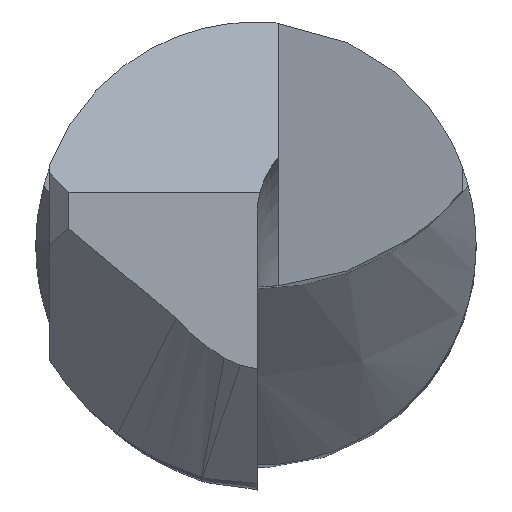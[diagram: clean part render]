
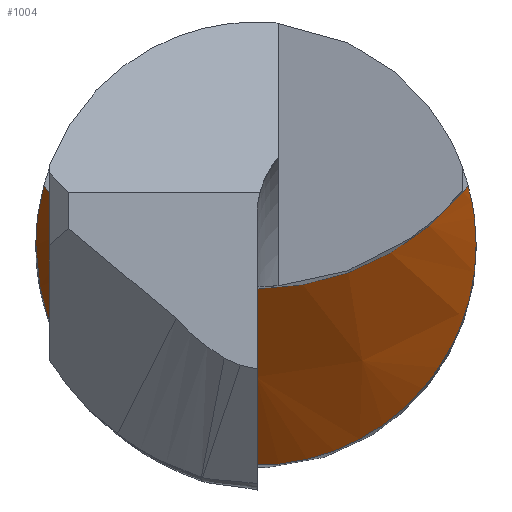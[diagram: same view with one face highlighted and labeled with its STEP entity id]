
A CAD part, top view. The second image highlights one B-rep face of the part: STEP entity #1004.
In plain terms, the highlighted conical face has half-angle 45 degrees and reference radius 9.05 mm.
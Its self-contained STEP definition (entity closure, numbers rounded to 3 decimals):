
#10 = CARTESIAN_POINT ( 'NONE',  ( 1.927, 0.537, -15. ) ) ;
#21 = VERTEX_POINT ( 'NONE', #600 ) ;
#58 = CARTESIAN_POINT ( 'NONE',  ( -1.292, -1.533, -16.357 ) ) ;
#70 = CARTESIAN_POINT ( 'NONE',  ( -1.776, -0.928, -16.016 ) ) ;
#75 = CARTESIAN_POINT ( 'NONE',  ( 1.96, -0.469, -15.735 ) ) ;
#76 = CARTESIAN_POINT ( 'NONE',  ( 2., 0., -15.414 ) ) ;
#92 = CARTESIAN_POINT ( 'NONE',  ( 1.775, -0.931, -16.018 ) ) ;
#121 = VERTEX_POINT ( 'NONE', #954 ) ;
#122 = CARTESIAN_POINT ( 'NONE',  ( 0., 2.05, -15. ) ) ;
#136 = EDGE_CURVE ( 'NONE', #574, #919, #1059, .T. ) ;
#175 = CARTESIAN_POINT ( 'NONE',  ( -1.072, -1.694, -16.442 ) ) ;
#185 = CARTESIAN_POINT ( 'NONE',  ( 1.564, -1.254, -16.203 ) ) ;
#204 = DIRECTION ( 'NONE',  ( 0., 0., 1. ) ) ;
#206 = CARTESIAN_POINT ( 'NONE',  ( 2., 0., -15.414 ) ) ;
#207 = CARTESIAN_POINT ( 'NONE',  ( 1.927, 0.537, -15. ) ) ;
#210 = EDGE_LOOP ( 'NONE', ( #1276, #1378, #589, #353, #1277, #542 ) ) ;
#265 = CARTESIAN_POINT ( 'NONE',  ( -2., 0., -15.414 ) ) ;
#281 = CARTESIAN_POINT ( 'NONE',  ( -1.567, -1.249, -16.201 ) ) ;
#285 = CARTESIAN_POINT ( 'NONE',  ( -0.703, -1.878, -16.538 ) ) ;
#288 = CARTESIAN_POINT ( 'NONE',  ( 0.279, -1.986, -16.593 ) ) ;
#292 = CARTESIAN_POINT ( 'NONE',  ( 2., 0., -15.414 ) ) ;
#296 = B_SPLINE_CURVE_WITH_KNOTS ( 'NONE', 3,
 ( #582, #913, #688, #265 ),
 .UNSPECIFIED., .F., .F.,
 ( 4, 4 ),
 ( 0., 0.001 ),
 .UNSPECIFIED. ) ;
#302 = CARTESIAN_POINT ( 'NONE',  ( 0., 2.05, -15. ) ) ;
#353 = ORIENTED_EDGE ( 'NONE', *, *, #885, .T. ) ;
#360 = CARTESIAN_POINT ( 'NONE',  ( -1.927, 0.537, -15. ) ) ;
#363 = VERTEX_POINT ( 'NONE', #292 ) ;
#391 = CARTESIAN_POINT ( 'NONE',  ( 1.072, -1.711, -16.452 ) ) ;
#417 = CARTESIAN_POINT ( 'NONE',  ( 2., -0.233, -15.581 ) ) ;
#449 = EDGE_CURVE ( 'NONE', #21, #363, #1089, .T. ) ;
#525 = CARTESIAN_POINT ( 'NONE',  ( 2., 0.186, -15.281 ) ) ;
#531 = CARTESIAN_POINT ( 'NONE',  ( 1.829, -0.818, -15.95 ) ) ;
#542 = ORIENTED_EDGE ( 'NONE', *, *, #942, .F. ) ;
#574 = VERTEX_POINT ( 'NONE', #1082 ) ;
#582 = CARTESIAN_POINT ( 'NONE',  ( -1.927, 0.537, -15. ) ) ;
#589 = ORIENTED_EDGE ( 'NONE', *, *, #449, .T. ) ;
#598 = AXIS2_PLACEMENT_3D ( 'NONE', #122, #777, #879 ) ;
#600 = CARTESIAN_POINT ( 'NONE',  ( -2., 0., -15.414 ) ) ;
#606 = CARTESIAN_POINT ( 'NONE',  ( 0.137, -2., -16.6 ) ) ;
#613 = CARTESIAN_POINT ( 'NONE',  ( -0.291, -1.984, -16.592 ) ) ;
#625 = CARTESIAN_POINT ( 'NONE',  ( 1.974, 0.365, -15.144 ) ) ;
#688 = CARTESIAN_POINT ( 'NONE',  ( -2., 0.185, -15.282 ) ) ;
#698 = FACE_OUTER_BOUND ( 'NONE', #210, .T. ) ;
#707 = CARTESIAN_POINT ( 'NONE',  ( -1.831, -0.814, -15.948 ) ) ;
#714 = CARTESIAN_POINT ( 'NONE',  ( -1.392, -1.442, -16.307 ) ) ;
#745 = AXIS2_PLACEMENT_3D ( 'NONE', #966, #1207, #769 ) ;
#769 = DIRECTION ( 'NONE',  ( -1., 0., 0. ) ) ;
#777 = DIRECTION ( 'NONE',  ( 0., 0., 1. ) ) ;
#831 = CARTESIAN_POINT ( 'NONE',  ( -0.15, -1.999, -16.6 ) ) ;
#844 = EDGE_CURVE ( 'NONE', #1302, #121, #951, .T. ) ;
#879 = DIRECTION ( 'NONE',  ( 1., 0., 0. ) ) ;
#885 = EDGE_CURVE ( 'NONE', #363, #919, #1061, .T. ) ;
#913 = CARTESIAN_POINT ( 'NONE',  ( -1.975, 0.364, -15.144 ) ) ;
#919 = VERTEX_POINT ( 'NONE', #10 ) ;
#923 = CARTESIAN_POINT ( 'NONE',  ( -1.644, -1.146, -16.142 ) ) ;
#925 = CARTESIAN_POINT ( 'NONE',  ( -0.954, -1.763, -16.478 ) ) ;
#942 = EDGE_CURVE ( 'NONE', #121, #574, #1314, .T. ) ;
#951 = CIRCLE ( 'NONE', #1212, 2.45 ) ;
#954 = CARTESIAN_POINT ( 'NONE',  ( -1.877, 0.475, -15. ) ) ;
#966 = CARTESIAN_POINT ( 'NONE',  ( 0., 2.05, -21.6 ) ) ;
#992 = CONICAL_SURFACE ( 'NONE', #745, 9.05, 0.785 ) ;
#1004 = ADVANCED_FACE ( 'NONE', ( #698 ), #992, .T. ) ;
#1045 = CARTESIAN_POINT ( 'NONE',  ( 0.555, -1.927, -16.563 ) ) ;
#1053 = DIRECTION ( 'NONE',  ( 1., 0., 0. ) ) ;
#1059 = CIRCLE ( 'NONE', #1268, 2.45 ) ;
#1061 = B_SPLINE_CURVE_WITH_KNOTS ( 'NONE', 3,
 ( #76, #525, #625, #207 ),
 .UNSPECIFIED., .F., .F.,
 ( 4, 4 ),
 ( 0.007, 0.008 ),
 .UNSPECIFIED. ) ;
#1082 = CARTESIAN_POINT ( 'NONE',  ( 1.877, 0.475, -15. ) ) ;
#1089 = B_SPLINE_CURVE_WITH_KNOTS ( 'NONE', 3,
 ( #1360, #1138, #1250, #707, #70, #923, #281, #714, #58, #175, #925, #285, #1262, #613, #831, #606, #288, #1045, #1367, #391, #1372, #185, #1380, #92, #531, #75, #417, #206 ),
 .UNSPECIFIED., .F., .F.,
 ( 4, 2, 2, 2, 2, 2, 2, 2, 2, 2, 2, 2, 2, 4 ),
 ( 0.001, 0.002, 0.002, 0.002, 0.003, 0.003, 0.004, 0.004, 0.004, 0.005, 0.006, 0.006, 0.007, 0.007 ),
 .UNSPECIFIED. ) ;
#1138 = CARTESIAN_POINT ( 'NONE',  ( -2., -0.23, -15.578 ) ) ;
#1172 = EDGE_CURVE ( 'NONE', #1302, #21, #296, .T. ) ;
#1207 = DIRECTION ( 'NONE',  ( 0., 0., -1. ) ) ;
#1212 = AXIS2_PLACEMENT_3D ( 'NONE', #302, #1299, #1279 ) ;
#1250 = CARTESIAN_POINT ( 'NONE',  ( -1.959, -0.47, -15.736 ) ) ;
#1262 = CARTESIAN_POINT ( 'NONE',  ( -0.567, -1.923, -16.561 ) ) ;
#1268 = AXIS2_PLACEMENT_3D ( 'NONE', #1395, #204, #1053 ) ;
#1276 = ORIENTED_EDGE ( 'NONE', *, *, #844, .F. ) ;
#1277 = ORIENTED_EDGE ( 'NONE', *, *, #136, .F. ) ;
#1279 = DIRECTION ( 'NONE',  ( 1., 0., 0. ) ) ;
#1299 = DIRECTION ( 'NONE',  ( 0., 0., 1. ) ) ;
#1302 = VERTEX_POINT ( 'NONE', #360 ) ;
#1314 = CIRCLE ( 'NONE', #598, 2.45 ) ;
#1360 = CARTESIAN_POINT ( 'NONE',  ( -2., 0., -15.414 ) ) ;
#1367 = CARTESIAN_POINT ( 'NONE',  ( 0.691, -1.882, -16.54 ) ) ;
#1372 = CARTESIAN_POINT ( 'NONE',  ( 1.296, -1.546, -16.365 ) ) ;
#1378 = ORIENTED_EDGE ( 'NONE', *, *, #1172, .T. ) ;
#1380 = CARTESIAN_POINT ( 'NONE',  ( 1.642, -1.148, -16.144 ) ) ;
#1395 = CARTESIAN_POINT ( 'NONE',  ( 0., 2.05, -15. ) ) ;
